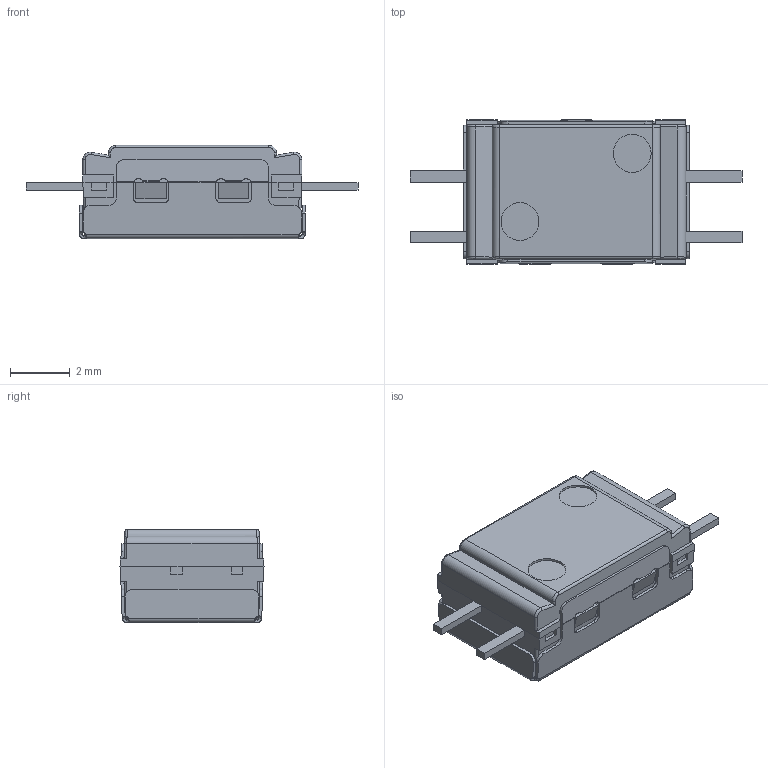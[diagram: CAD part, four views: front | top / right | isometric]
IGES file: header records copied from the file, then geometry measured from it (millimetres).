
Global section: file name: No Iges File Name specified; native system: Autodesk Inventor 2011; preprocessor: AutoDesk Inventor Iges Exporter R2011; author: odafonseca; date: 20120917.093508; units: inch
Bounding box: 11.13 x 4.83 x 3.12 mm (x, y, z)
Volume: 70.1 mm3; surface area: 316.1 mm2
Topology: 1 solids, 4 shells, 513 faces, 1374 edges, 886 vertices
Faces by surface type: plane 245, bspline 164, revolution 53, cylinder 47, sphere 4
